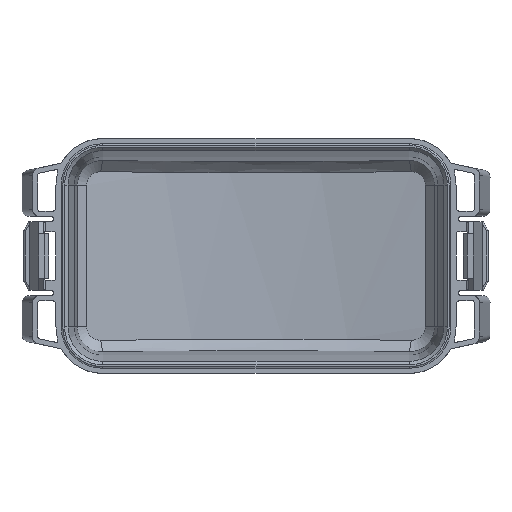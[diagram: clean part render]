
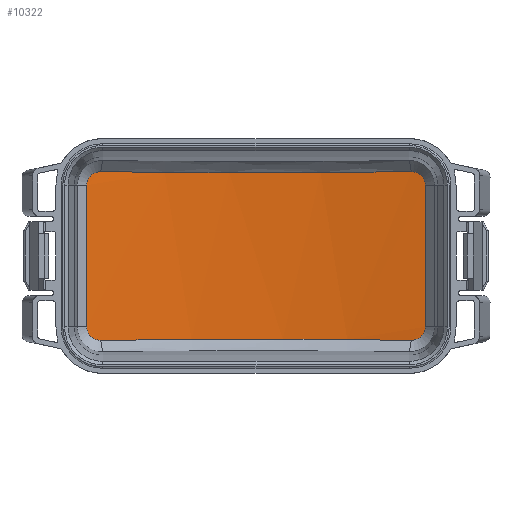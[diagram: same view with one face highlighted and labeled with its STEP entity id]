
A CAD part, front view. The second image highlights one B-rep face of the part: STEP entity #10322.
In plain terms, the highlighted cylindrical face has radius 281.623 mm (diameter 563.246 mm), a partial arc.
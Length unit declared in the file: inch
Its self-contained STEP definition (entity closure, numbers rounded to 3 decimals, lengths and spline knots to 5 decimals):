
#737=CARTESIAN_POINT('',(1.77306,1.11716,-0.96282));
#738=CARTESIAN_POINT('',(1.78217,1.11568,-0.96295));
#739=CARTESIAN_POINT('',(1.80194,1.11245,-0.9615));
#740=CARTESIAN_POINT('',(1.83146,1.10755,-0.95364));
#741=CARTESIAN_POINT('',(1.86014,1.1027,-0.93928));
#742=CARTESIAN_POINT('',(1.88526,1.0984,-0.91945));
#743=CARTESIAN_POINT('',(1.90576,1.09484,-0.89498));
#744=CARTESIAN_POINT('',(1.92077,1.0922,-0.86688));
#745=CARTESIAN_POINT('',(1.92924,1.09071,-0.83776));
#746=CARTESIAN_POINT('',(1.93102,1.09039,-0.81815));
#747=CARTESIAN_POINT('',(1.93101,1.09039,-0.80906));
#749=CARTESIAN_POINT('',(-1.77306,1.11716,
-0.96282));
#750=CARTESIAN_POINT('',(-1.57959,1.1485,
-0.96011));
#751=CARTESIAN_POINT('',(-1.18819,1.20129,
-0.95554));
#752=CARTESIAN_POINT('',(-0.59629,1.24915,
-0.95141));
#753=CARTESIAN_POINT('',(0.00016,1.26519,
-0.95002));
#754=CARTESIAN_POINT('',(0.59661,1.24914,
-0.95141));
#755=CARTESIAN_POINT('',(1.18841,1.20127,-0.95554));
#756=CARTESIAN_POINT('',(1.5797,1.14849,-0.96011));
#757=CARTESIAN_POINT('',(1.77306,1.11716,-0.96282));
#759=CARTESIAN_POINT('',(-1.93101,1.09039,
-0.80906));
#760=CARTESIAN_POINT('',(-1.93102,1.09039,
-0.81803));
#761=CARTESIAN_POINT('',(-1.92928,1.0907,
-0.8375));
#762=CARTESIAN_POINT('',(-1.92091,1.09218,
-0.86653));
#763=CARTESIAN_POINT('',(-1.90597,1.0948,
-0.89466));
#764=CARTESIAN_POINT('',(-1.88554,1.09835,
-0.91918));
#765=CARTESIAN_POINT('',(-1.86047,1.10265,
-0.93907));
#766=CARTESIAN_POINT('',(-1.83182,1.10749,
-0.9535));
#767=CARTESIAN_POINT('',(-1.8022,1.11241,
-0.96147));
#768=CARTESIAN_POINT('',(-1.78229,1.11566,
-0.96295));
#769=CARTESIAN_POINT('',(-1.77306,1.11716,
-0.96282));
#771=DIRECTION('',(0.,0.,-1.));
#772=VECTOR('',#771,1.61811);
#773=CARTESIAN_POINT('',(-1.93101,1.09039,0.80906));
#774=LINE('',#773,#772);
#775=CARTESIAN_POINT('',(-1.77306,1.11716,0.96282));
#776=CARTESIAN_POINT('',(-1.78217,1.11568,0.96295));
#777=CARTESIAN_POINT('',(-1.80194,1.11245,0.9615));
#778=CARTESIAN_POINT('',(-1.83146,1.10755,0.95364));
#779=CARTESIAN_POINT('',(-1.86014,1.1027,0.93928));
#780=CARTESIAN_POINT('',(-1.88526,1.0984,0.91945));
#781=CARTESIAN_POINT('',(-1.90576,1.09484,0.89498));
#782=CARTESIAN_POINT('',(-1.92077,1.0922,0.86688));
#783=CARTESIAN_POINT('',(-1.92924,1.09071,0.83776));
#784=CARTESIAN_POINT('',(-1.93102,1.09039,0.81815));
#785=CARTESIAN_POINT('',(-1.93101,1.09039,0.80906));
#787=CARTESIAN_POINT('',(1.77306,1.11716,0.96282));
#788=CARTESIAN_POINT('',(1.57959,1.1485,0.96011));
#789=CARTESIAN_POINT('',(1.18819,1.20129,0.95554));
#790=CARTESIAN_POINT('',(0.59629,1.24915,0.95141));
#791=CARTESIAN_POINT('',(-0.00016,1.26519,
0.95002));
#792=CARTESIAN_POINT('',(-0.59661,1.24914,
0.95141));
#793=CARTESIAN_POINT('',(-1.18841,1.20127,0.95554));
#794=CARTESIAN_POINT('',(-1.5797,1.14849,0.96011));
#795=CARTESIAN_POINT('',(-1.77306,1.11716,0.96282));
#797=CARTESIAN_POINT('',(1.93101,1.09039,0.80906));
#798=CARTESIAN_POINT('',(1.93102,1.09039,0.81803));
#799=CARTESIAN_POINT('',(1.92928,1.0907,0.8375));
#800=CARTESIAN_POINT('',(1.92091,1.09218,0.86653));
#801=CARTESIAN_POINT('',(1.90597,1.0948,0.89466));
#802=CARTESIAN_POINT('',(1.88554,1.09835,0.91918));
#803=CARTESIAN_POINT('',(1.86047,1.10265,0.93907));
#804=CARTESIAN_POINT('',(1.83182,1.10749,0.9535));
#805=CARTESIAN_POINT('',(1.8022,1.11241,0.96147));
#806=CARTESIAN_POINT('',(1.78229,1.11566,0.96295));
#807=CARTESIAN_POINT('',(1.77306,1.11716,0.96282));
#809=DIRECTION('',(0.,0.,1.));
#810=VECTOR('',#809,1.61811);
#811=CARTESIAN_POINT('',(1.93101,1.09039,-0.80906));
#812=LINE('',#811,#810);
#7847=VERTEX_POINT('',#737);
#7848=VERTEX_POINT('',#747);
#7851=CARTESIAN_POINT('',(1.93101,1.09039,0.80906));
#7852=VERTEX_POINT('',#7851);
#7854=VERTEX_POINT('',#807);
#7856=VERTEX_POINT('',#795);
#7858=VERTEX_POINT('',#785);
#7861=CARTESIAN_POINT('',(-1.93101,1.09039,
-0.80906));
#7862=VERTEX_POINT('',#7861);
#7864=VERTEX_POINT('',#769);
#10307=CARTESIAN_POINT('',(0.,-9.82768,-1.14535));
#10308=DIRECTION('',(0.,0.,1.));
#10309=DIRECTION('',(1.,0.,0.));
#10310=AXIS2_PLACEMENT_3D('',#10307,#10308,#10309);
#10311=CYLINDRICAL_SURFACE('',#10310,11.08753);
#10312=ORIENTED_EDGE('',*,*,#10235,.F.);
#10313=ORIENTED_EDGE('',*,*,#10289,.F.);
#10314=ORIENTED_EDGE('',*,*,#9906,.F.);
#10315=ORIENTED_EDGE('',*,*,#9922,.F.);
#10316=ORIENTED_EDGE('',*,*,#10003,.F.);
#10317=ORIENTED_EDGE('',*,*,#10058,.F.);
#10318=ORIENTED_EDGE('',*,*,#10139,.F.);
#10319=ORIENTED_EDGE('',*,*,#10154,.F.);
#10320=EDGE_LOOP('',(#10312,#10313,#10314,#10315,#10316,#10317,#10318,#10319));
#10321=FACE_OUTER_BOUND('',#10320,.F.);
#748=B_SPLINE_CURVE_WITH_KNOTS('',3,(#737,#738,#739,#740,#741,#742,#743,#744,
#745,#746,#747),.UNSPECIFIED.,.F.,.F.,(4,1,1,1,1,1,1,1,4),(0.,
0.11084,0.24035,0.36986,0.49936,
0.62887,0.75838,0.88789,1.),.UNSPECIFIED.);
#758=B_SPLINE_CURVE_WITH_KNOTS('',3,(#749,#750,#751,#752,#753,#754,#755,#756,
#757),.UNSPECIFIED.,.F.,.F.,(4,1,1,1,1,1,4),(0.,0.16509,
0.33257,0.50004,0.66752,0.835,1.),
.UNSPECIFIED.);
#770=B_SPLINE_CURVE_WITH_KNOTS('',3,(#759,#760,#761,#762,#763,#764,#765,#766,
#767,#768,#769),.UNSPECIFIED.,.F.,.F.,(4,1,1,1,1,1,1,1,4),(0.,
0.11054,0.24006,0.36957,0.49908,
0.62859,0.7581,0.88761,1.),.UNSPECIFIED.);
#786=B_SPLINE_CURVE_WITH_KNOTS('',3,(#775,#776,#777,#778,#779,#780,#781,#782,
#783,#784,#785),.UNSPECIFIED.,.F.,.F.,(4,1,1,1,1,1,1,1,4),(0.,
0.11084,0.24035,0.36986,0.49936,
0.62887,0.75838,0.88789,1.),.UNSPECIFIED.);
#796=B_SPLINE_CURVE_WITH_KNOTS('',3,(#787,#788,#789,#790,#791,#792,#793,#794,
#795),.UNSPECIFIED.,.F.,.F.,(4,1,1,1,1,1,4),(0.,0.16509,
0.33257,0.50004,0.66752,0.835,1.),
.UNSPECIFIED.);
#808=B_SPLINE_CURVE_WITH_KNOTS('',3,(#797,#798,#799,#800,#801,#802,#803,#804,
#805,#806,#807),.UNSPECIFIED.,.F.,.F.,(4,1,1,1,1,1,1,1,4),(0.,
0.11054,0.24006,0.36957,0.49908,
0.62859,0.7581,0.88761,1.),.UNSPECIFIED.);
#9906=EDGE_CURVE('',#7862,#7864,#770,.T.);
#9922=EDGE_CURVE('',#7858,#7862,#774,.T.);
#10003=EDGE_CURVE('',#7856,#7858,#786,.T.);
#10058=EDGE_CURVE('',#7854,#7856,#796,.T.);
#10139=EDGE_CURVE('',#7852,#7854,#808,.T.);
#10154=EDGE_CURVE('',#7848,#7852,#812,.T.);
#10235=EDGE_CURVE('',#7847,#7848,#748,.T.);
#10289=EDGE_CURVE('',#7864,#7847,#758,.T.);
#10322=ADVANCED_FACE('',(#10321),#10311,.F.);
